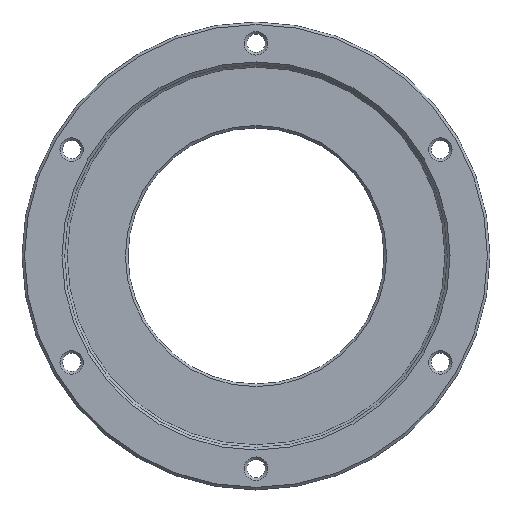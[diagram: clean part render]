
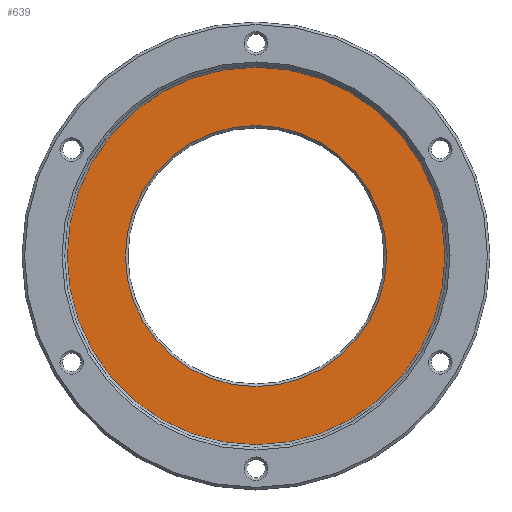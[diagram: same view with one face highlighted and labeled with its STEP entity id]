
A CAD part, top view. The second image highlights one B-rep face of the part: STEP entity #639.
In plain terms, the highlighted planar face has unit normal (0, 0, 1).
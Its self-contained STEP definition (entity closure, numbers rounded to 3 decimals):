
#153=ORIENTED_EDGE('',*,*,#287,.T.);
#154=ORIENTED_EDGE('',*,*,#288,.T.);
#287=EDGE_CURVE('',#364,#364,#418,.T.);
#288=EDGE_CURVE('',#365,#365,#419,.F.);
#364=VERTEX_POINT('',#1195);
#365=VERTEX_POINT('',#1197);
#418=CIRCLE('',#746,18.45);
#419=CIRCLE('',#747,12.75);
#480=EDGE_LOOP('',(#153));
#481=EDGE_LOOP('',(#154));
#570=FACE_BOUND('',#480,.T.);
#571=FACE_BOUND('',#481,.T.);
#613=PLANE('',#745);
#639=ADVANCED_FACE('',(#570,#571),#613,.T.);
#745=AXIS2_PLACEMENT_3D('',#1193,#911,#912);
#746=AXIS2_PLACEMENT_3D('',#1194,#913,#914);
#747=AXIS2_PLACEMENT_3D('',#1196,#915,#916);
#911=DIRECTION('',(0.,0.,1.));
#912=DIRECTION('',(1.,0.,0.));
#913=DIRECTION('',(0.,0.,1.));
#914=DIRECTION('',(1.,0.,0.));
#915=DIRECTION('',(0.,0.,1.));
#916=DIRECTION('',(1.,0.,0.));
#1193=CARTESIAN_POINT('',(0.,0.,-7.5));
#1194=CARTESIAN_POINT('',(0.,0.,-7.5));
#1195=CARTESIAN_POINT('',(18.45,0.,-7.5));
#1196=CARTESIAN_POINT('',(0.,0.,-7.5));
#1197=CARTESIAN_POINT('',(12.75,0.,-7.5));
